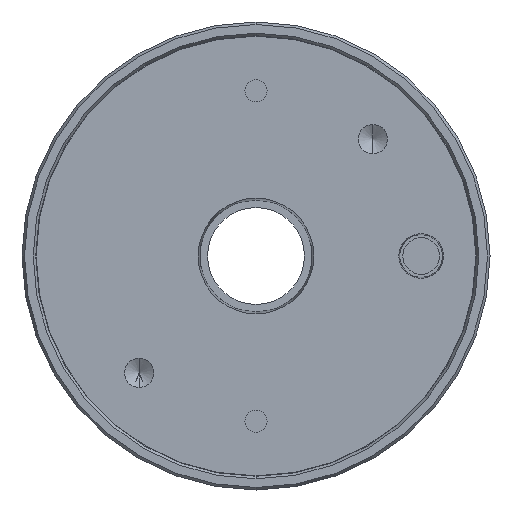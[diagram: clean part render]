
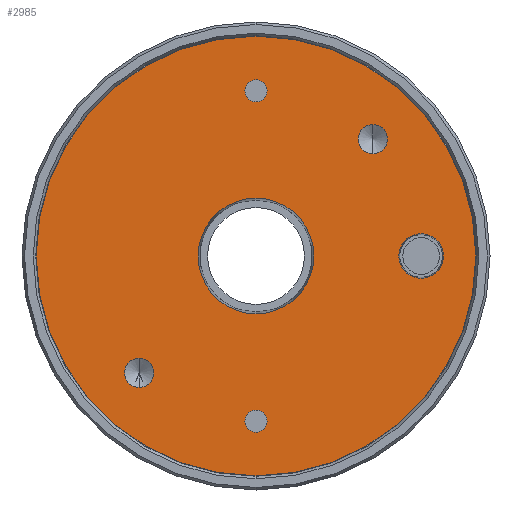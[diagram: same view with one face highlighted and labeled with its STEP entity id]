
A CAD part, front view. The second image highlights one B-rep face of the part: STEP entity #2985.
In plain terms, the highlighted planar face has unit normal (0, -1, 0).
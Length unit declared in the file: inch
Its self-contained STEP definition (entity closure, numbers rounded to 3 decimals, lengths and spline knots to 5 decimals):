
#32 = VERTEX_POINT ( 'NONE', #1006 ) ;
#50 = CARTESIAN_POINT ( 'NONE',  ( -1.06066, 0., -1.06066 ) ) ;
#68 = VERTEX_POINT ( 'NONE', #1770 ) ;
#92 = EDGE_CURVE ( 'NONE', #32, #425, #2994, .T. ) ;
#109 = EDGE_CURVE ( 'NONE', #815, #2630, #2479, .T. ) ;
#148 = EDGE_CURVE ( 'NONE', #1943, #1830, #168, .T. ) ;
#153 = CARTESIAN_POINT ( 'NONE',  ( 0., 0., 0. ) ) ;
#156 = CARTESIAN_POINT ( 'NONE',  ( 1.5, 0., 0. ) ) ;
#168 = CIRCLE ( 'NONE', #2740, 0.13281 ) ;
#183 = CARTESIAN_POINT ( 'NONE',  ( 0., 0., -0.525 ) ) ;
#235 = ORIENTED_EDGE ( 'NONE', *, *, #148, .F. ) ;
#244 = AXIS2_PLACEMENT_3D ( 'NONE', #1228, #3208, #476 ) ;
#298 = VERTEX_POINT ( 'NONE', #1418 ) ;
#329 = DIRECTION ( 'NONE',  ( 0., 0., -1. ) ) ;
#382 = AXIS2_PLACEMENT_3D ( 'NONE', #1827, #602, #1101 ) ;
#397 = AXIS2_PLACEMENT_3D ( 'NONE', #3155, #2852, #2165 ) ;
#425 = VERTEX_POINT ( 'NONE', #2013 ) ;
#453 = CIRCLE ( 'NONE', #2905, 1.996 ) ;
#455 = DIRECTION ( 'NONE',  ( 0., -1., 0. ) ) ;
#465 = CIRCLE ( 'NONE', #244, 0.1005 ) ;
#476 = DIRECTION ( 'NONE',  ( 0., 0., -1. ) ) ;
#492 = ORIENTED_EDGE ( 'NONE', *, *, #109, .F. ) ;
#529 = CARTESIAN_POINT ( 'NONE',  ( 0., 0., -1.5 ) ) ;
#537 = EDGE_LOOP ( 'NONE', ( #1914, #896 ) ) ;
#548 = AXIS2_PLACEMENT_3D ( 'NONE', #153, #1625, #1150 ) ;
#576 = CARTESIAN_POINT ( 'NONE',  ( 0., 0., -1.6005 ) ) ;
#602 = DIRECTION ( 'NONE',  ( 0., -1., 0. ) ) ;
#603 = CARTESIAN_POINT ( 'NONE',  ( 0., 0., 0. ) ) ;
#617 = CIRCLE ( 'NONE', #2422, 0.525 ) ;
#690 = VERTEX_POINT ( 'NONE', #1512 ) ;
#693 = EDGE_CURVE ( 'NONE', #1830, #1943, #2838, .T. ) ;
#700 = DIRECTION ( 'NONE',  ( 0., -1., 0. ) ) ;
#747 = CARTESIAN_POINT ( 'NONE',  ( 0., 0., 1.6005 ) ) ;
#780 = EDGE_LOOP ( 'NONE', ( #1412, #958 ) ) ;
#808 = CARTESIAN_POINT ( 'NONE',  ( 0., 0., 1.5 ) ) ;
#815 = VERTEX_POINT ( 'NONE', #2904 ) ;
#872 = AXIS2_PLACEMENT_3D ( 'NONE', #1188, #1945, #2675 ) ;
#884 = CARTESIAN_POINT ( 'NONE',  ( -1.06066, 0., -0.92785 ) ) ;
#893 = EDGE_CURVE ( 'NONE', #2630, #815, #2946, .T. ) ;
#895 = CARTESIAN_POINT ( 'NONE',  ( 0., 0., 0. ) ) ;
#896 = ORIENTED_EDGE ( 'NONE', *, *, #2858, .F. ) ;
#926 = AXIS2_PLACEMENT_3D ( 'NONE', #1605, #2342, #1588 ) ;
#927 = CIRCLE ( 'NONE', #3009, 1.996 ) ;
#950 = ORIENTED_EDGE ( 'NONE', *, *, #2270, .F. ) ;
#958 = ORIENTED_EDGE ( 'NONE', *, *, #92, .F. ) ;
#983 = DIRECTION ( 'NONE',  ( 0., 0., -1. ) ) ;
#1006 = CARTESIAN_POINT ( 'NONE',  ( 1.06066, 0., 1.19348 ) ) ;
#1025 = CARTESIAN_POINT ( 'NONE',  ( 0., 0., 0. ) ) ;
#1074 = AXIS2_PLACEMENT_3D ( 'NONE', #2464, #2762, #983 ) ;
#1101 = DIRECTION ( 'NONE',  ( 0., 0., -1. ) ) ;
#1150 = DIRECTION ( 'NONE',  ( 0., 0., -1. ) ) ;
#1188 = CARTESIAN_POINT ( 'NONE',  ( 0., 0., 0. ) ) ;
#1221 = ORIENTED_EDGE ( 'NONE', *, *, #1270, .F. ) ;
#1228 = CARTESIAN_POINT ( 'NONE',  ( 0., 0., -1.5 ) ) ;
#1246 = AXIS2_PLACEMENT_3D ( 'NONE', #156, #1443, #1489 ) ;
#1247 = AXIS2_PLACEMENT_3D ( 'NONE', #529, #455, #1479 ) ;
#1262 = CARTESIAN_POINT ( 'NONE',  ( 1.5, 0., -0.2025 ) ) ;
#1265 = EDGE_LOOP ( 'NONE', ( #492, #2004 ) ) ;
#1270 = EDGE_CURVE ( 'NONE', #2192, #68, #1379, .T. ) ;
#1271 = DIRECTION ( 'NONE',  ( 0., 0., -1. ) ) ;
#1288 = CIRCLE ( 'NONE', #1246, 0.2025 ) ;
#1305 = DIRECTION ( 'NONE',  ( 0., -1., 0. ) ) ;
#1329 = EDGE_CURVE ( 'NONE', #68, #2192, #617, .T. ) ;
#1340 = DIRECTION ( 'NONE',  ( 0., 0., -1. ) ) ;
#1379 = CIRCLE ( 'NONE', #548, 0.525 ) ;
#1396 = EDGE_LOOP ( 'NONE', ( #2993, #950 ) ) ;
#1412 = ORIENTED_EDGE ( 'NONE', *, *, #2816, .F. ) ;
#1418 = CARTESIAN_POINT ( 'NONE',  ( 0., 0., 1.996 ) ) ;
#1443 = DIRECTION ( 'NONE',  ( 0., -1., 0. ) ) ;
#1455 = CARTESIAN_POINT ( 'NONE',  ( 1.5, 0., 0.2025 ) ) ;
#1479 = DIRECTION ( 'NONE',  ( 0., 0., -1. ) ) ;
#1489 = DIRECTION ( 'NONE',  ( 0., 0., -1. ) ) ;
#1506 = VERTEX_POINT ( 'NONE', #1455 ) ;
#1512 = CARTESIAN_POINT ( 'NONE',  ( 0., 0., -1.996 ) ) ;
#1580 = AXIS2_PLACEMENT_3D ( 'NONE', #808, #2800, #329 ) ;
#1588 = DIRECTION ( 'NONE',  ( 0., 0., -1. ) ) ;
#1605 = CARTESIAN_POINT ( 'NONE',  ( 1.5, 0., 0. ) ) ;
#1625 = DIRECTION ( 'NONE',  ( 0., -1., 0. ) ) ;
#1725 = FACE_BOUND ( 'NONE', #3152, .T. ) ;
#1739 = FACE_BOUND ( 'NONE', #780, .T. ) ;
#1770 = CARTESIAN_POINT ( 'NONE',  ( 0., 0., 0.525 ) ) ;
#1783 = DIRECTION ( 'NONE',  ( 0., -1., 0. ) ) ;
#1790 = EDGE_LOOP ( 'NONE', ( #2406, #2218 ) ) ;
#1812 = EDGE_CURVE ( 'NONE', #690, #298, #927, .T. ) ;
#1827 = CARTESIAN_POINT ( 'NONE',  ( 1.06066, 0., 1.06066 ) ) ;
#1830 = VERTEX_POINT ( 'NONE', #884 ) ;
#1835 = EDGE_LOOP ( 'NONE', ( #1221, #3093 ) ) ;
#1914 = ORIENTED_EDGE ( 'NONE', *, *, #2773, .F. ) ;
#1917 = PLANE ( 'NONE',  #872 ) ;
#1943 = VERTEX_POINT ( 'NONE', #2370 ) ;
#1945 = DIRECTION ( 'NONE',  ( 0., 1., 0. ) ) ;
#2004 = ORIENTED_EDGE ( 'NONE', *, *, #893, .F. ) ;
#2008 = DIRECTION ( 'NONE',  ( 0., -1., 0. ) ) ;
#2013 = CARTESIAN_POINT ( 'NONE',  ( 1.06066, 0., 0.92785 ) ) ;
#2163 = FACE_BOUND ( 'NONE', #1835, .T. ) ;
#2165 = DIRECTION ( 'NONE',  ( 0., 0., -1. ) ) ;
#2171 = DIRECTION ( 'NONE',  ( 0., -1., 0. ) ) ;
#2186 = CIRCLE ( 'NONE', #1247, 0.1005 ) ;
#2192 = VERTEX_POINT ( 'NONE', #183 ) ;
#2218 = ORIENTED_EDGE ( 'NONE', *, *, #2973, .T. ) ;
#2270 = EDGE_CURVE ( 'NONE', #2859, #2717, #465, .T. ) ;
#2306 = VERTEX_POINT ( 'NONE', #1262 ) ;
#2326 = ORIENTED_EDGE ( 'NONE', *, *, #693, .F. ) ;
#2342 = DIRECTION ( 'NONE',  ( 0., -1., 0. ) ) ;
#2350 = EDGE_CURVE ( 'NONE', #2717, #2859, #2186, .T. ) ;
#2370 = CARTESIAN_POINT ( 'NONE',  ( -1.06066, 0., -1.19348 ) ) ;
#2406 = ORIENTED_EDGE ( 'NONE', *, *, #1812, .T. ) ;
#2417 = FACE_BOUND ( 'NONE', #537, .T. ) ;
#2422 = AXIS2_PLACEMENT_3D ( 'NONE', #603, #2171, #1340 ) ;
#2440 = FACE_OUTER_BOUND ( 'NONE', #1790, .T. ) ;
#2464 = CARTESIAN_POINT ( 'NONE',  ( 0., 0., 1.5 ) ) ;
#2474 = CARTESIAN_POINT ( 'NONE',  ( 0., 0., -1.3995 ) ) ;
#2479 = CIRCLE ( 'NONE', #1580, 0.1005 ) ;
#2491 = CIRCLE ( 'NONE', #926, 0.2025 ) ;
#2518 = CARTESIAN_POINT ( 'NONE',  ( -1.06066, 0., -1.06066 ) ) ;
#2552 = DIRECTION ( 'NONE',  ( 0., 0., -1. ) ) ;
#2630 = VERTEX_POINT ( 'NONE', #747 ) ;
#2675 = DIRECTION ( 'NONE',  ( 0., 0., 1. ) ) ;
#2687 = DIRECTION ( 'NONE',  ( 0., 0., -1. ) ) ;
#2713 = FACE_BOUND ( 'NONE', #1396, .T. ) ;
#2717 = VERTEX_POINT ( 'NONE', #576 ) ;
#2740 = AXIS2_PLACEMENT_3D ( 'NONE', #2518, #1783, #2552 ) ;
#2762 = DIRECTION ( 'NONE',  ( 0., -1., 0. ) ) ;
#2773 = EDGE_CURVE ( 'NONE', #2306, #1506, #2491, .T. ) ;
#2800 = DIRECTION ( 'NONE',  ( 0., -1., 0. ) ) ;
#2807 = CIRCLE ( 'NONE', #397, 0.13281 ) ;
#2816 = EDGE_CURVE ( 'NONE', #425, #32, #2807, .T. ) ;
#2838 = CIRCLE ( 'NONE', #3149, 0.13281 ) ;
#2852 = DIRECTION ( 'NONE',  ( 0., -1., 0. ) ) ;
#2858 = EDGE_CURVE ( 'NONE', #1506, #2306, #1288, .T. ) ;
#2859 = VERTEX_POINT ( 'NONE', #2474 ) ;
#2904 = CARTESIAN_POINT ( 'NONE',  ( 0., 0., 1.3995 ) ) ;
#2905 = AXIS2_PLACEMENT_3D ( 'NONE', #1025, #2008, #3007 ) ;
#2946 = CIRCLE ( 'NONE', #1074, 0.1005 ) ;
#2973 = EDGE_CURVE ( 'NONE', #298, #690, #453, .T. ) ;
#2985 = ADVANCED_FACE ( 'NONE', ( #1739, #1725, #3154, #2713, #2417, #2163, #2440 ), #1917, .F. ) ;
#2993 = ORIENTED_EDGE ( 'NONE', *, *, #2350, .F. ) ;
#2994 = CIRCLE ( 'NONE', #382, 0.13281 ) ;
#3007 = DIRECTION ( 'NONE',  ( 0., 0., -1. ) ) ;
#3009 = AXIS2_PLACEMENT_3D ( 'NONE', #895, #700, #2687 ) ;
#3093 = ORIENTED_EDGE ( 'NONE', *, *, #1329, .F. ) ;
#3149 = AXIS2_PLACEMENT_3D ( 'NONE', #50, #1305, #1271 ) ;
#3152 = EDGE_LOOP ( 'NONE', ( #235, #2326 ) ) ;
#3154 = FACE_BOUND ( 'NONE', #1265, .T. ) ;
#3155 = CARTESIAN_POINT ( 'NONE',  ( 1.06066, 0., 1.06066 ) ) ;
#3208 = DIRECTION ( 'NONE',  ( 0., -1., 0. ) ) ;
